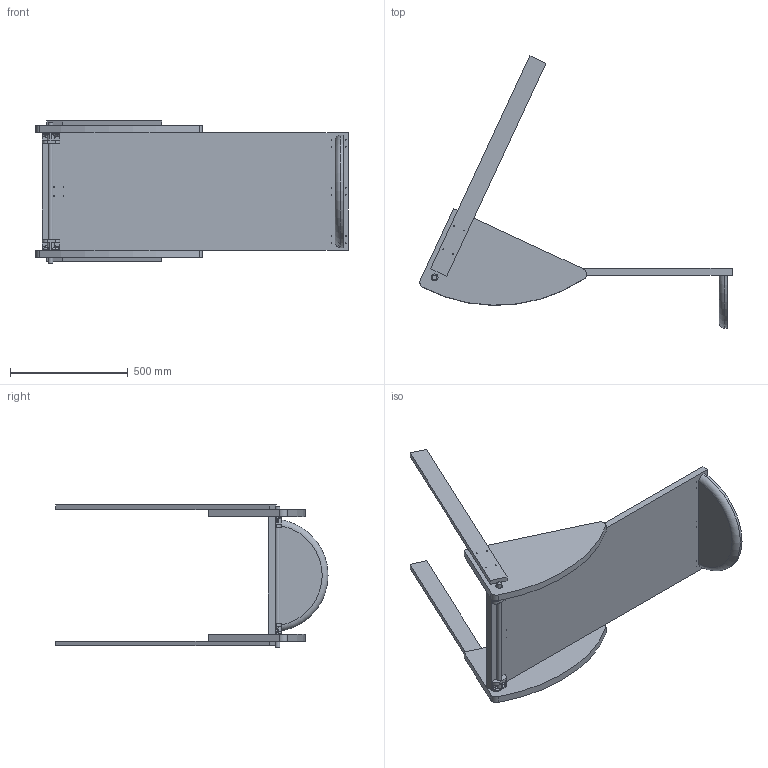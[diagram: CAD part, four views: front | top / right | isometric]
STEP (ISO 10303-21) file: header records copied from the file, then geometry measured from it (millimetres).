
FILE_DESCRIPTION(/* description */ (''),/* implementation_level */ '2;1');
FILE_NAME(/* name */ 'PMS_v0.1.step',/* time_stamp */ '2022-05-03T13:55:16+02:00',/* author */ (''),/* organization */ (''),/* preprocessor_version */ 'ST-DEVELOPER v18.1',/* originating_system */ 'Autodesk Translation Framework v10.14.0.1471',/* authorisation */ '');
FILE_SCHEMA (('AUTOMOTIVE_DESIGN { 1 0 10303 214 3 1 1 }'));
Length unit declared in the file: millimetre
Products named in the file (8): proto1; piezas_eje v1(Simetría); piezas_eje; leva; rueda trasera; Componente2; Componente2(Simetría); Componente4
Assembly tree (9 placements, depth 2):
  proto1
    piezas_eje  x2
    piezas_eje v1(Simetría)
    leva  x2
    rueda trasera
    Componente2
    Componente2(Simetría)
    Componente4
Bounding box: 1327.18 x 1157.37 x 605 mm (x, y, z)
Volume: 35877098.8 mm3; surface area: 2873066.5 mm2
Topology: 10 solids, 10 shells, 166 faces, 426 edges, 280 vertices
Faces by surface type: plane 82, cylinder 71, torus 7, bspline 6
Full cylindrical faces by diameter (mm): 3 x26, 4 x8, 20 x1, 30 x2
Entity records: 4511 total; most frequent: CARTESIAN_POINT 1007, DIRECTION 699, ORIENTED_EDGE 644, EDGE_CURVE 322, AXIS2_PLACEMENT_3D 260, VERTEX_POINT 212, EDGE_LOOP 192, LINE 179
